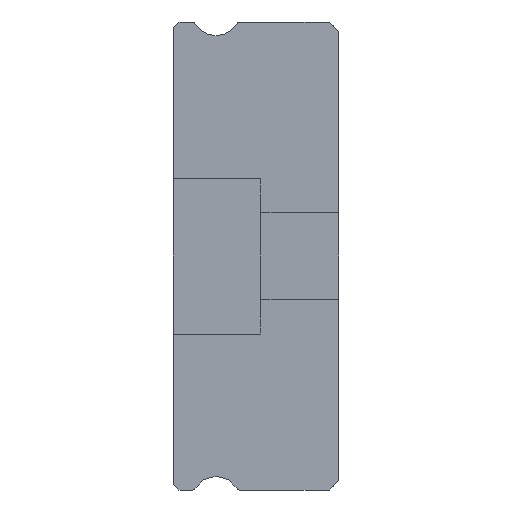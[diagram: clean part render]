
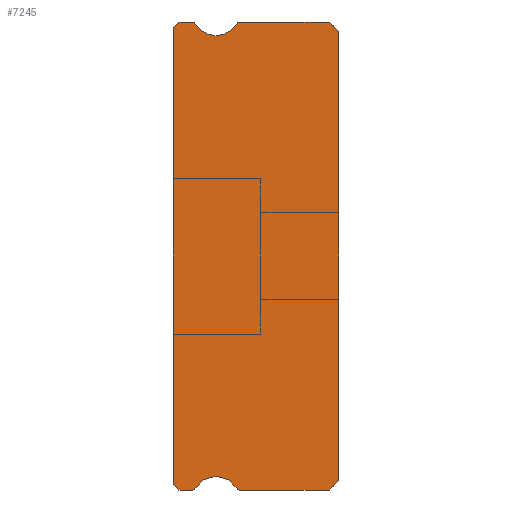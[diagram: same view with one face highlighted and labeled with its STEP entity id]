
A CAD part, left-side view. The second image highlights one B-rep face of the part: STEP entity #7245.
In plain terms, the highlighted planar face has unit normal (-1, 0, 0).
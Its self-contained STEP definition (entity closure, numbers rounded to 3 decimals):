
#165 = ORIENTED_EDGE ( 'NONE', *, *, #7140, .F. ) ;
#171 = CARTESIAN_POINT ( 'NONE',  ( -5., 0.5, 12. ) ) ;
#183 = ORIENTED_EDGE ( 'NONE', *, *, #4385, .T. ) ;
#244 = EDGE_CURVE ( 'NONE', #3346, #2796, #3192, .T. ) ;
#310 = DIRECTION ( 'NONE',  ( 1., 0., 0. ) ) ;
#332 = ORIENTED_EDGE ( 'NONE', *, *, #597, .T. ) ;
#395 = CARTESIAN_POINT ( 'NONE',  ( -5., 8.2, -12. ) ) ;
#428 = LINE ( 'NONE', #4877, #3640 ) ;
#494 = DIRECTION ( 'NONE',  ( 0., 0., -1. ) ) ;
#561 = LINE ( 'NONE', #171, #4115 ) ;
#590 = AXIS2_PLACEMENT_3D ( 'NONE', #7038, #1926, #3311 ) ;
#592 = DIRECTION ( 'NONE',  ( 0., 0., 1. ) ) ;
#597 = EDGE_CURVE ( 'NONE', #6651, #7671, #5256, .T. ) ;
#682 = DIRECTION ( 'NONE',  ( 0., 0., 1. ) ) ;
#760 = VECTOR ( 'NONE', #1498, 1000. ) ;
#794 = CARTESIAN_POINT ( 'NONE',  ( -5., 5.088, -11.85 ) ) ;
#800 = CIRCLE ( 'NONE', #8172, 0.15 ) ;
#880 = CARTESIAN_POINT ( 'NONE',  ( -5., 7.512, 12. ) ) ;
#881 = LINE ( 'NONE', #8007, #6375 ) ;
#887 = CARTESIAN_POINT ( 'NONE',  ( -5., 5.088, 11.85 ) ) ;
#889 = DIRECTION ( 'NONE',  ( -1., 0., 0. ) ) ;
#899 = AXIS2_PLACEMENT_3D ( 'NONE', #794, #5730, #7597 ) ;
#1052 = CARTESIAN_POINT ( 'NONE',  ( -5., 7.512, -11.85 ) ) ;
#1078 = CARTESIAN_POINT ( 'NONE',  ( -5., 8.2, 12. ) ) ;
#1087 = LINE ( 'NONE', #4277, #6841 ) ;
#1091 = ORIENTED_EDGE ( 'NONE', *, *, #7195, .T. ) ;
#1135 = ORIENTED_EDGE ( 'NONE', *, *, #1873, .F. ) ;
#1220 = EDGE_CURVE ( 'NONE', #7923, #1335, #800, .T. ) ;
#1231 = CARTESIAN_POINT ( 'NONE',  ( -5., 7.512, -12. ) ) ;
#1335 = VERTEX_POINT ( 'NONE', #1231 ) ;
#1429 = CARTESIAN_POINT ( 'NONE',  ( -5., 0., 11.5 ) ) ;
#1475 = DIRECTION ( 'NONE',  ( 1., 0., 0. ) ) ;
#1498 = DIRECTION ( 'NONE',  ( 0., 1., 0. ) ) ;
#1568 = CARTESIAN_POINT ( 'NONE',  ( -5., 6.3, -12.55 ) ) ;
#1599 = CARTESIAN_POINT ( 'NONE',  ( -5., 8.2, -12. ) ) ;
#1619 = LINE ( 'NONE', #7192, #760 ) ;
#1707 = DIRECTION ( 'NONE',  ( 0., 0., -1. ) ) ;
#1709 = CARTESIAN_POINT ( 'NONE',  ( -5., 7.512, 12. ) ) ;
#1741 = CIRCLE ( 'NONE', #2832, 0.15 ) ;
#1757 = ORIENTED_EDGE ( 'NONE', *, *, #3970, .F. ) ;
#1777 = EDGE_CURVE ( 'NONE', #5436, #7518, #1741, .T. ) ;
#1849 = AXIS2_PLACEMENT_3D ( 'NONE', #887, #1475, #4032 ) ;
#1873 = EDGE_CURVE ( 'NONE', #6279, #3346, #3273, .T. ) ;
#1926 = DIRECTION ( 'NONE',  ( -1., 0., 0. ) ) ;
#2041 = ORIENTED_EDGE ( 'NONE', *, *, #1777, .F. ) ;
#2135 = VERTEX_POINT ( 'NONE', #6129 ) ;
#2234 = LINE ( 'NONE', #1599, #2726 ) ;
#2499 = AXIS2_PLACEMENT_3D ( 'NONE', #6252, #2988, #494 ) ;
#2675 = EDGE_CURVE ( 'NONE', #7281, #6322, #1087, .T. ) ;
#2726 = VECTOR ( 'NONE', #6719, 1000. ) ;
#2796 = VERTEX_POINT ( 'NONE', #5849 ) ;
#2818 = VERTEX_POINT ( 'NONE', #4781 ) ;
#2832 = AXIS2_PLACEMENT_3D ( 'NONE', #8182, #310, #1707 ) ;
#2981 = VERTEX_POINT ( 'NONE', #1078 ) ;
#2988 = DIRECTION ( 'NONE',  ( 1., 0., 0. ) ) ;
#3011 = EDGE_CURVE ( 'NONE', #2796, #4704, #3688, .T. ) ;
#3114 = DIRECTION ( 'NONE',  ( 0., -1., 0. ) ) ;
#3192 = CIRCLE ( 'NONE', #1849, 0.15 ) ;
#3254 = VERTEX_POINT ( 'NONE', #395 ) ;
#3273 = CIRCLE ( 'NONE', #5573, 1.25 ) ;
#3311 = DIRECTION ( 'NONE',  ( 0., 0., -1. ) ) ;
#3346 = VERTEX_POINT ( 'NONE', #5080 ) ;
#3358 = EDGE_CURVE ( 'NONE', #4945, #2135, #7077, .T. ) ;
#3451 = DIRECTION ( 'NONE',  ( 0., 0., -1. ) ) ;
#3457 = DIRECTION ( 'NONE',  ( -1., 0., 0. ) ) ;
#3519 = DIRECTION ( 'NONE',  ( 0., 0.707, -0.707 ) ) ;
#3571 = CARTESIAN_POINT ( 'NONE',  ( -5., 0., -11.5 ) ) ;
#3640 = VECTOR ( 'NONE', #5053, 1000. ) ;
#3688 = LINE ( 'NONE', #1709, #4024 ) ;
#3828 = ORIENTED_EDGE ( 'NONE', *, *, #3011, .F. ) ;
#3970 = EDGE_CURVE ( 'NONE', #2818, #7923, #7926, .T. ) ;
#3992 = ORIENTED_EDGE ( 'NONE', *, *, #2675, .F. ) ;
#3998 = CARTESIAN_POINT ( 'NONE',  ( -5., 6.3, 11.3 ) ) ;
#4024 = VECTOR ( 'NONE', #3114, 1000. ) ;
#4028 = EDGE_LOOP ( 'NONE', ( #3992, #183, #7825, #5373, #1757, #4723, #6094, #165, #332, #4106, #3828, #8199, #1135, #4324, #2041, #5287, #1091 ) ) ;
#4032 = DIRECTION ( 'NONE',  ( 0., 0., -1. ) ) ;
#4062 = DIRECTION ( 'NONE',  ( 0., 0.707, -0.707 ) ) ;
#4080 = EDGE_CURVE ( 'NONE', #3254, #1335, #428, .T. ) ;
#4082 = DIRECTION ( 'NONE',  ( 0., 0., -1. ) ) ;
#4106 = ORIENTED_EDGE ( 'NONE', *, *, #8036, .F. ) ;
#4115 = VECTOR ( 'NONE', #6309, 1000. ) ;
#4174 = AXIS2_PLACEMENT_3D ( 'NONE', #1568, #3457, #4082 ) ;
#4277 = CARTESIAN_POINT ( 'NONE',  ( -5., 8.5, 11.85 ) ) ;
#4324 = ORIENTED_EDGE ( 'NONE', *, *, #5639, .F. ) ;
#4385 = EDGE_CURVE ( 'NONE', #7281, #3254, #2234, .T. ) ;
#4398 = FACE_OUTER_BOUND ( 'NONE', #4028, .T. ) ;
#4516 = CIRCLE ( 'NONE', #899, 0.15 ) ;
#4704 = VERTEX_POINT ( 'NONE', #5757 ) ;
#4723 = ORIENTED_EDGE ( 'NONE', *, *, #8078, .F. ) ;
#4781 = CARTESIAN_POINT ( 'NONE',  ( -5., 5.217, -11.925 ) ) ;
#4877 = CARTESIAN_POINT ( 'NONE',  ( -5., 7.512, -12. ) ) ;
#4898 = CARTESIAN_POINT ( 'NONE',  ( -5., 0.5, -12. ) ) ;
#4945 = VERTEX_POINT ( 'NONE', #4898 ) ;
#4973 = DIRECTION ( 'NONE',  ( 0., 0., -1. ) ) ;
#5053 = DIRECTION ( 'NONE',  ( 0., -1., 0. ) ) ;
#5080 = CARTESIAN_POINT ( 'NONE',  ( -5., 5.217, 11.925 ) ) ;
#5246 = VECTOR ( 'NONE', #7113, 1000. ) ;
#5256 = LINE ( 'NONE', #1429, #5755 ) ;
#5287 = ORIENTED_EDGE ( 'NONE', *, *, #7466, .T. ) ;
#5373 = ORIENTED_EDGE ( 'NONE', *, *, #1220, .F. ) ;
#5421 = LINE ( 'NONE', #6060, #5585 ) ;
#5436 = VERTEX_POINT ( 'NONE', #880 ) ;
#5573 = AXIS2_PLACEMENT_3D ( 'NONE', #6254, #889, #3451 ) ;
#5585 = VECTOR ( 'NONE', #3519, 1000. ) ;
#5639 = EDGE_CURVE ( 'NONE', #7518, #6279, #7959, .T. ) ;
#5730 = DIRECTION ( 'NONE',  ( 1., 0., 0. ) ) ;
#5755 = VECTOR ( 'NONE', #682, 1000. ) ;
#5757 = CARTESIAN_POINT ( 'NONE',  ( -5., 0.5, 12. ) ) ;
#5849 = CARTESIAN_POINT ( 'NONE',  ( -5., 5.088, 12. ) ) ;
#6060 = CARTESIAN_POINT ( 'NONE',  ( -5., 0., -11.5 ) ) ;
#6094 = ORIENTED_EDGE ( 'NONE', *, *, #3358, .F. ) ;
#6129 = CARTESIAN_POINT ( 'NONE',  ( -5., 5.088, -12. ) ) ;
#6152 = CARTESIAN_POINT ( 'NONE',  ( -5., 7.383, -11.925 ) ) ;
#6186 = DIRECTION ( 'NONE',  ( 1., 0., 0. ) ) ;
#6252 = CARTESIAN_POINT ( 'NONE',  ( -5., 7.512, 11.85 ) ) ;
#6254 = CARTESIAN_POINT ( 'NONE',  ( -5., 6.3, 12.55 ) ) ;
#6279 = VERTEX_POINT ( 'NONE', #3998 ) ;
#6309 = DIRECTION ( 'NONE',  ( 0., -0.707, -0.707 ) ) ;
#6322 = VERTEX_POINT ( 'NONE', #6816 ) ;
#6327 = CARTESIAN_POINT ( 'NONE',  ( -5., 8.5, -11.7 ) ) ;
#6367 = CARTESIAN_POINT ( 'NONE',  ( -5., 7.512, -12. ) ) ;
#6375 = VECTOR ( 'NONE', #4062, 1000. ) ;
#6614 = CARTESIAN_POINT ( 'NONE',  ( -5., 7.383, 11.925 ) ) ;
#6651 = VERTEX_POINT ( 'NONE', #3571 ) ;
#6719 = DIRECTION ( 'NONE',  ( 0., -0.707, -0.707 ) ) ;
#6816 = CARTESIAN_POINT ( 'NONE',  ( -5., 8.5, 11.7 ) ) ;
#6841 = VECTOR ( 'NONE', #592, 1000. ) ;
#6920 = PLANE ( 'NONE',  #2499 ) ;
#7038 = CARTESIAN_POINT ( 'NONE',  ( -5., 6.3, 12.55 ) ) ;
#7077 = LINE ( 'NONE', #6367, #5246 ) ;
#7113 = DIRECTION ( 'NONE',  ( 0., 1., 0. ) ) ;
#7140 = EDGE_CURVE ( 'NONE', #6651, #4945, #5421, .T. ) ;
#7192 = CARTESIAN_POINT ( 'NONE',  ( -5., 8.2, 12. ) ) ;
#7195 = EDGE_CURVE ( 'NONE', #2981, #6322, #881, .T. ) ;
#7245 = ADVANCED_FACE ( 'NONE', ( #4398 ), #6920, .F. ) ;
#7281 = VERTEX_POINT ( 'NONE', #6327 ) ;
#7466 = EDGE_CURVE ( 'NONE', #5436, #2981, #1619, .T. ) ;
#7518 = VERTEX_POINT ( 'NONE', #6614 ) ;
#7597 = DIRECTION ( 'NONE',  ( 0., 0., -1. ) ) ;
#7649 = CARTESIAN_POINT ( 'NONE',  ( -5., 0., 11.5 ) ) ;
#7671 = VERTEX_POINT ( 'NONE', #7649 ) ;
#7825 = ORIENTED_EDGE ( 'NONE', *, *, #4080, .T. ) ;
#7923 = VERTEX_POINT ( 'NONE', #6152 ) ;
#7926 = CIRCLE ( 'NONE', #4174, 1.25 ) ;
#7959 = CIRCLE ( 'NONE', #590, 1.25 ) ;
#8007 = CARTESIAN_POINT ( 'NONE',  ( -5., 8.5, 11.7 ) ) ;
#8036 = EDGE_CURVE ( 'NONE', #4704, #7671, #561, .T. ) ;
#8078 = EDGE_CURVE ( 'NONE', #2135, #2818, #4516, .T. ) ;
#8172 = AXIS2_PLACEMENT_3D ( 'NONE', #1052, #6186, #4973 ) ;
#8182 = CARTESIAN_POINT ( 'NONE',  ( -5., 7.512, 11.85 ) ) ;
#8199 = ORIENTED_EDGE ( 'NONE', *, *, #244, .F. ) ;
